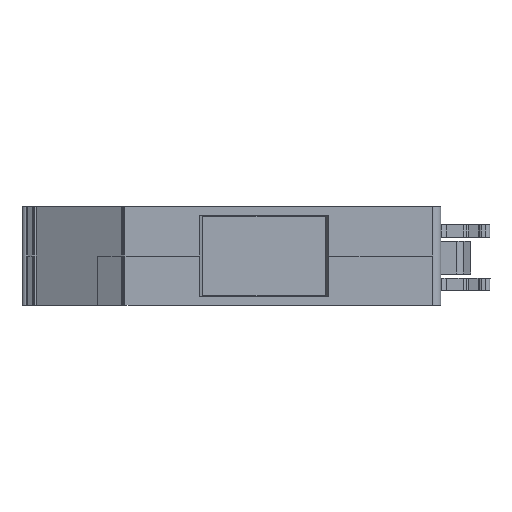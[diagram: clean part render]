
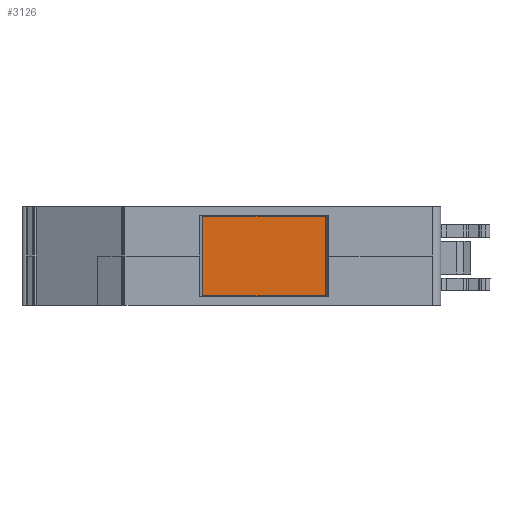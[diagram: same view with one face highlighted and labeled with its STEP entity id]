
A CAD part, left-side view. The second image highlights one B-rep face of the part: STEP entity #3126.
In plain terms, the highlighted planar face has unit normal (-1, 0, 0).
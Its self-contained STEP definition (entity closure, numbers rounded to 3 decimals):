
#358 = EDGE_CURVE ( 'NONE', #13279, #12414, #10280, .T. ) ;
#544 = CARTESIAN_POINT ( 'NONE',  ( -25.637, -9.555, 1.12 ) ) ;
#1103 = VECTOR ( 'NONE', #1941, 1000. ) ;
#1262 = VERTEX_POINT ( 'NONE', #5601 ) ;
#1941 = DIRECTION ( 'NONE',  ( 0., 0., -1. ) ) ;
#2524 = DIRECTION ( 'NONE',  ( 0., 0., 1. ) ) ;
#3126 = ADVANCED_FACE ( 'NONE', ( #11127 ), #7035, .T. ) ;
#3336 = DIRECTION ( 'NONE',  ( 0., -1., 0. ) ) ;
#3544 = VECTOR ( 'NONE', #3336, 1000. ) ;
#3660 = DIRECTION ( 'NONE',  ( 0., -1., 0. ) ) ;
#4158 = VECTOR ( 'NONE', #7204, 1000. ) ;
#4843 = CARTESIAN_POINT ( 'NONE',  ( -25.637, -16.972, 1.12 ) ) ;
#5101 = LINE ( 'NONE', #4843, #13915 ) ;
#5269 = EDGE_CURVE ( 'NONE', #1262, #11287, #10624, .T. ) ;
#5601 = CARTESIAN_POINT ( 'NONE',  ( -25.637, -24.511, 10.88 ) ) ;
#6632 = LINE ( 'NONE', #12499, #3544 ) ;
#7035 = PLANE ( 'NONE',  #10073 ) ;
#7204 = DIRECTION ( 'NONE',  ( 0., 0., 1. ) ) ;
#7361 = ORIENTED_EDGE ( 'NONE', *, *, #358, .F. ) ;
#8171 = CARTESIAN_POINT ( 'NONE',  ( -25.637, 0.134, -71.287 ) ) ;
#8313 = EDGE_CURVE ( 'NONE', #13279, #11287, #5101, .T. ) ;
#8827 = EDGE_CURVE ( 'NONE', #12414, #1262, #6632, .T. ) ;
#9393 = DIRECTION ( 'NONE',  ( -1., 0., 0. ) ) ;
#9962 = CARTESIAN_POINT ( 'NONE',  ( -25.637, -24.511, 2.1 ) ) ;
#10073 = AXIS2_PLACEMENT_3D ( 'NONE', #8171, #9393, #2524 ) ;
#10280 = LINE ( 'NONE', #10711, #4158 ) ;
#10624 = LINE ( 'NONE', #9962, #1103 ) ;
#10711 = CARTESIAN_POINT ( 'NONE',  ( -25.637, -9.555, 2.1 ) ) ;
#11127 = FACE_OUTER_BOUND ( 'NONE', #11806, .T. ) ;
#11287 = VERTEX_POINT ( 'NONE', #12187 ) ;
#11593 = ORIENTED_EDGE ( 'NONE', *, *, #5269, .F. ) ;
#11806 = EDGE_LOOP ( 'NONE', ( #13085, #7361, #13311, #11593 ) ) ;
#12187 = CARTESIAN_POINT ( 'NONE',  ( -25.637, -24.511, 1.12 ) ) ;
#12414 = VERTEX_POINT ( 'NONE', #12498 ) ;
#12498 = CARTESIAN_POINT ( 'NONE',  ( -25.637, -9.555, 10.88 ) ) ;
#12499 = CARTESIAN_POINT ( 'NONE',  ( -25.637, 0.134, 10.88 ) ) ;
#13085 = ORIENTED_EDGE ( 'NONE', *, *, #8827, .F. ) ;
#13279 = VERTEX_POINT ( 'NONE', #544 ) ;
#13311 = ORIENTED_EDGE ( 'NONE', *, *, #8313, .T. ) ;
#13915 = VECTOR ( 'NONE', #3660, 1000. ) ;
